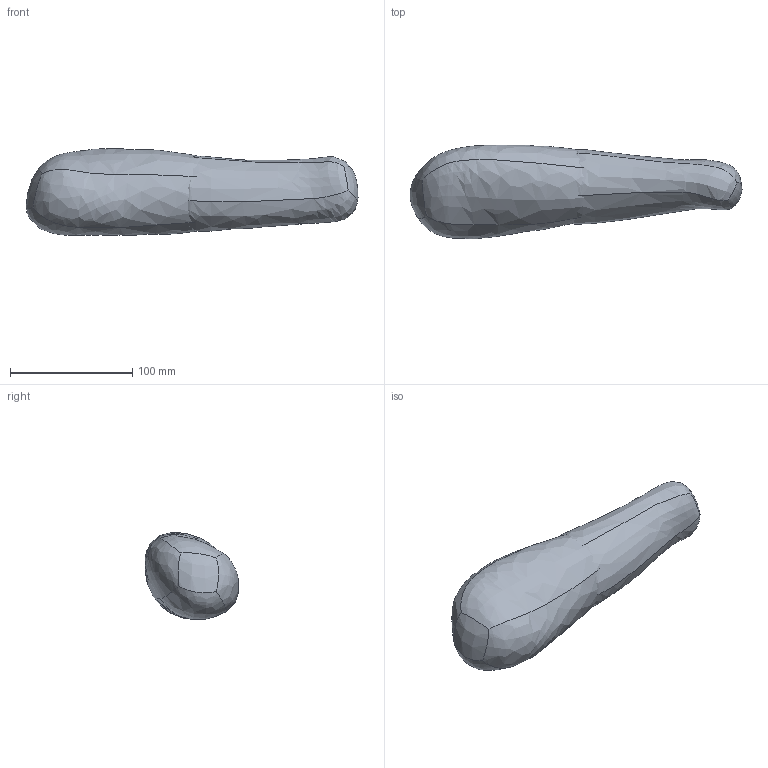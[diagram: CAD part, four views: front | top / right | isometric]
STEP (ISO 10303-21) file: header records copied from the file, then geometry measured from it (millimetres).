
FILE_DESCRIPTION(/* description */ (''),/* implementation_level */ '2;1');
FILE_NAME(/* name */ 'å°è',/* time_stamp */ '2016-01-11T18:26:41+08:00',/* author */ (''),/* organization */ (''),/* preprocessor_version */ 'ST-DEVELOPER v14',/* originating_system */ '',/* authorisation */ '');
FILE_SCHEMA (('CONFIG_CONTROL_DESIGN'));
Length unit declared in the file: millimetre
Products named in the file (4): Document; Zygote_Female_Spandex; ZFS_Left_Forearm; ZFS_Left_Mid_Arm
Assembly tree (3 placements, depth 3):
  Document
    Zygote_Female_Spandex
      ZFS_Left_Forearm
      ZFS_Left_Mid_Arm
Bounding box: 271.33 x 76.72 x 71.1 mm (x, y, z)
Volume: 807318.9 mm3; surface area: 60706.9 mm2
Topology: 2 solids, 2 shells, 12 faces, 24 edges, 16 vertices
Faces by surface type: bspline 12
Entity records: 3574 total; most frequent: CARTESIAN_POINT 3075, ORIENTED_EDGE 48, ORGANIZATION 28, PERSON_AND_ORGANIZATION 28, EDGE_CURVE 24, LOCAL_TIME 20, CALENDAR_DATE 20, DATE_AND_TIME 20
